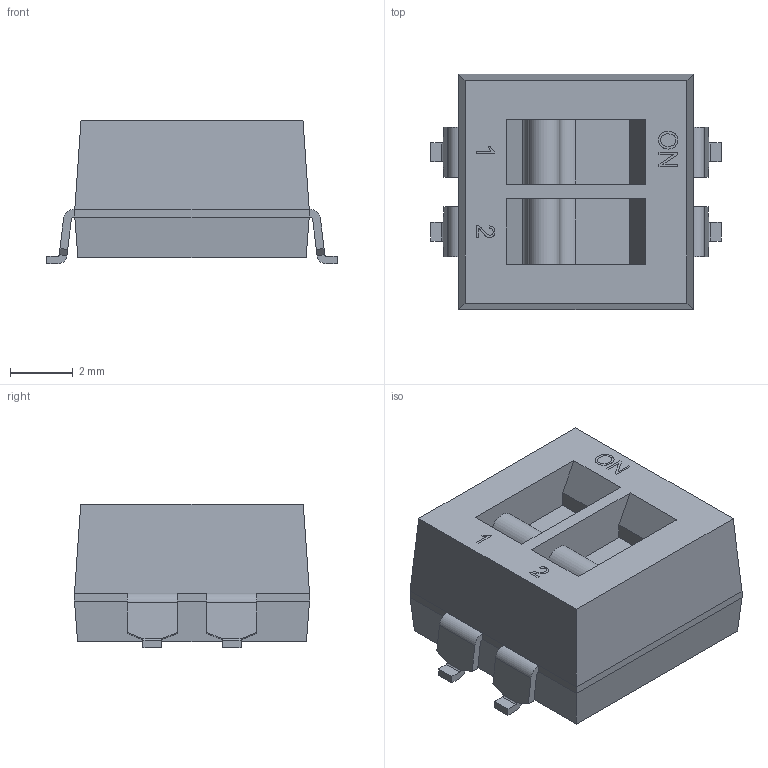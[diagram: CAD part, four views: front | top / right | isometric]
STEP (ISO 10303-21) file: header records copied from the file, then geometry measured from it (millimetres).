
FILE_DESCRIPTION(/* description */ (''),/* implementation_level */ '2;1');
FILE_NAME(/* name */ 'SW_OMRON_A6SN-2101.stp',/* time_stamp */ '2016-11-04T15:37:52+01:00',/* author */ ('riccim'),/* organization */ (''),/* preprocessor_version */ 'ST-DEVELOPER v15.5',/* originating_system */ 'AutoCAD Mechanical',/* authorisation */ '');
FILE_SCHEMA (('AUTOMOTIVE_DESIGN { 1 0 10303 214 3 1 1 }'));
Length unit declared in the file: millimetre
Products named in the file (1): Product
Bounding box: 9.3 x 7.52 x 4.6 mm (x, y, z)
Volume: 220.7 mm3; surface area: 357.4 mm2
Topology: 15 solids, 15 shells, 523 faces, 1450 edges, 964 vertices
Faces by surface type: plane 501, cylinder 22
Entity records: 16413 total; most frequent: CARTESIAN_POINT 2938, ORIENTED_EDGE 2900, DIRECTION 2542, EDGE_CURVE 1450, LINE 1406, VECTOR 1406, VERTEX_POINT 964, AXIS2_PLACEMENT_3D 568
